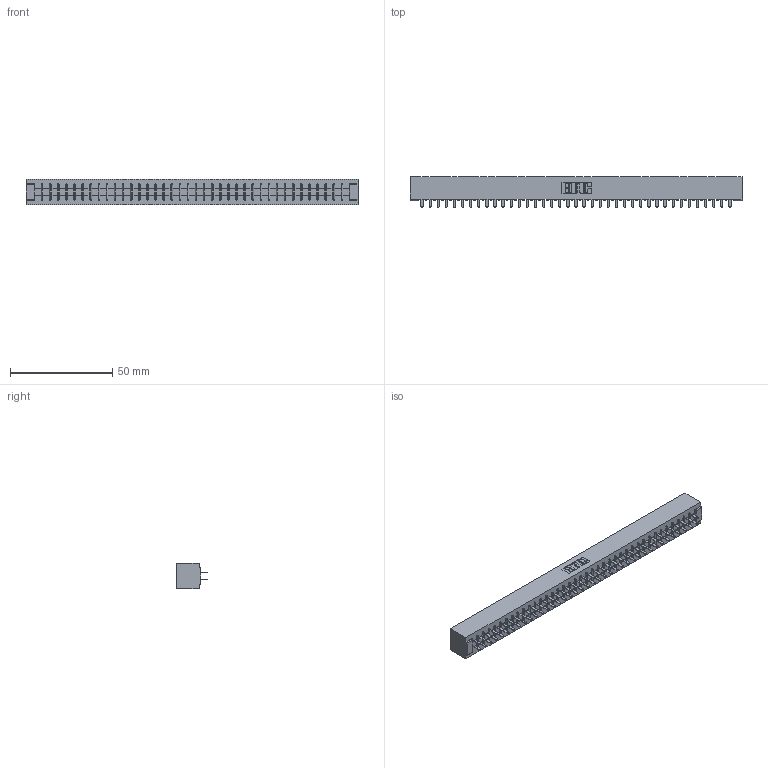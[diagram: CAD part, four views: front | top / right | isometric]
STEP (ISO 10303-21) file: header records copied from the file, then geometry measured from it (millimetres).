
FILE_DESCRIPTION (( 'STEP AP203' ), '1' );
FILE_NAME ('315-078-521-201.STEP', '2019-09-10T22:48:33', ( '' ), ( '' ), 'SwSTEP 2.0', 'SolidWorks 2016', '' );
FILE_SCHEMA (( 'CONFIG_CONTROL_DESIGN' ));
Length unit declared in the file: inch
Products named in the file (3): 315-078-521-201; 305 Part_No Mounting; 305-290-001_521
Assembly tree (79 placements, depth 2):
  315-078-521-201
    305 Part_No Mounting
    305-290-001_521  x78
Bounding box: 162.41 x 14.86 x 12.7 mm (x, y, z)
Volume: 17339.3 mm3; surface area: 22022.2 mm2
Topology: 79 solids, 79 shells, 3696 faces, 10549 edges, 6822 vertices
Faces by surface type: plane 2170, cylinder 1370, sphere 156
Entity records: 42194 total; most frequent: CARTESIAN_POINT 6979, ORIENTED_EDGE 6926, DIRECTION 6751, EDGE_CURVE 3463, LINE 2803, VECTOR 2803, VERTEX_POINT 2202, AXIS2_PLACEMENT_3D 1974
